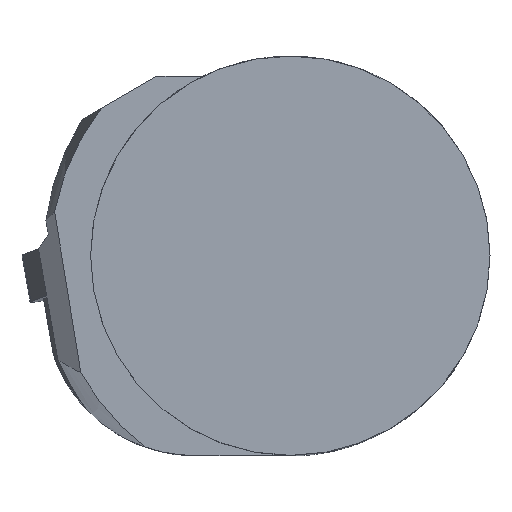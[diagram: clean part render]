
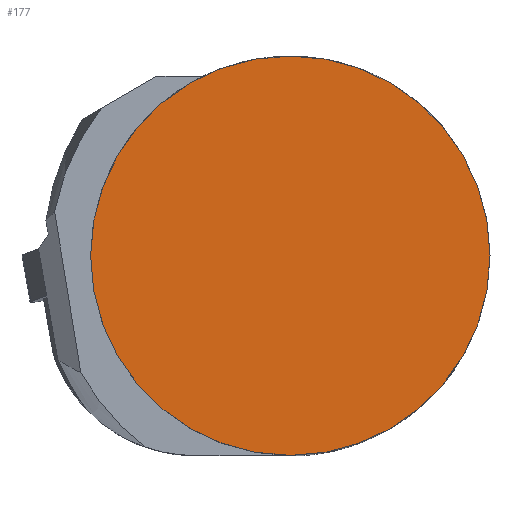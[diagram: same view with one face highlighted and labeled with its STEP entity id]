
A CAD part, top view. The second image highlights one B-rep face of the part: STEP entity #177.
In plain terms, the highlighted planar face has unit normal (0, 0, 1).
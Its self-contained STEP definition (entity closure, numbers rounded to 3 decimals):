
#145=CIRCLE('',#825,20.);
#177=ADVANCED_FACE('',(#240),#210,.F.);
#210=PLANE('',#852);
#240=FACE_OUTER_BOUND('',#277,.T.);
#277=EDGE_LOOP('',(#407));
#407=ORIENTED_EDGE('',*,*,#608,.F.);
#537=VERTEX_POINT('',#1127);
#608=EDGE_CURVE('',#537,#537,#145,.T.);
#825=AXIS2_PLACEMENT_3D('',#1126,#917,#918);
#852=AXIS2_PLACEMENT_3D('',#1288,#993,#994);
#917=DIRECTION('',(0.,0.,-1.));
#918=DIRECTION('',(-1.,0.,0.));
#993=DIRECTION('',(0.,0.,-1.));
#994=DIRECTION('',(-1.,0.,0.));
#1126=CARTESIAN_POINT('',(0.,0.,0.));
#1127=CARTESIAN_POINT('',(-20.,0.,0.));
#1288=CARTESIAN_POINT('',(0.,0.,0.));
